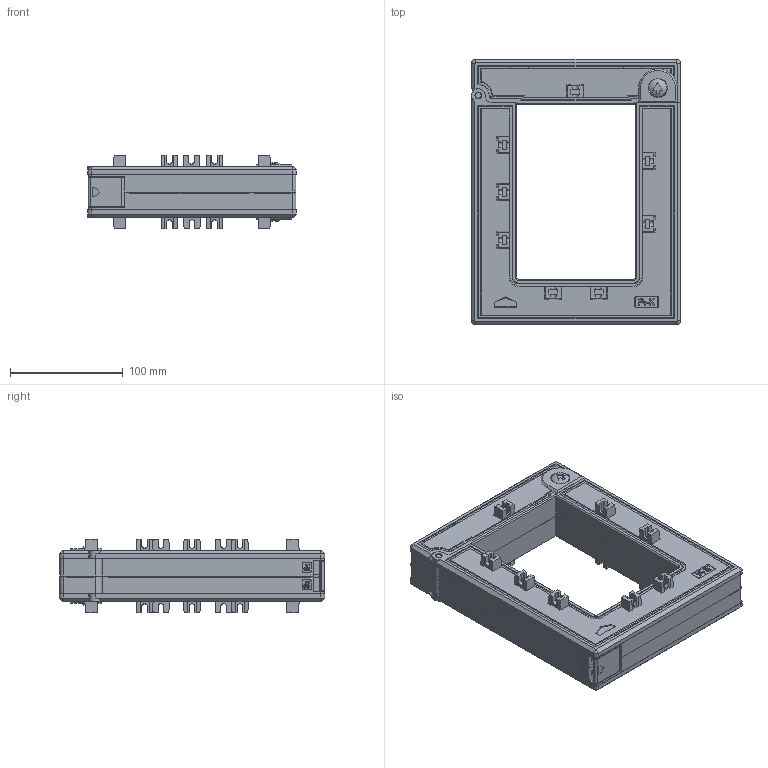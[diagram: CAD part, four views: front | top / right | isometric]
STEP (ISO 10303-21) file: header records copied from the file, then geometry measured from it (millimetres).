
FILE_DESCRIPTION(/* description */ ('STEP AP214'),/* implementation_level */ '2;1');
FILE_NAME(/* name */ 'AcuCT 4161R (SCTK752B-1015)_customer version.step',/* time_stamp */ '2025-06-06T16:42:52-04:00',/* author */ (''),/* organization */ (''),/* preprocessor_version */ 'ST-DEVELOPER v20.1',/* originating_system */ 'Autodesk Translation Framework v14.10.0.0',/* authorisation */ '');
FILE_SCHEMA (('AUTOMOTIVE_DESIGN { 1 0 10303 214 3 1 1 }'));
Length unit declared in the file: millimetre
Products named in the file (12): AcuCT-4161R; 752A-105__155___________.STP; 752A-105__155_____P1.STP; 752A-105__155_____P2.STP; 752A-105__155___________-1.STP; 752A-105__155_____P1-0.STP; 752A-105__155_____P2-1.STP; 752A-105__155__130__180_____.STP; 752A-105__155__130__180__________________.STP; 667B_______.STP; 752A-105__155__130__180_____-2.STP; 752A-105__155__130__180_________.STP
Assembly tree (12 placements, depth 3):
  AcuCT-4161R
    752A-105__155___________.STP
      752A-105__155_____P1.STP
      752A-105__155_____P2.STP
    752A-105__155___________-1.STP
      752A-105__155_____P1-0.STP
      752A-105__155_____P2-1.STP
    752A-105__155__130__180_____.STP
    752A-105__155__130__180__________________.STP
    752A-105__155__130__180_____-2.STP  x2
    667B_______.STP
    752A-105__155__130__180_________.STP
Bounding box: 185 x 235 x 65 mm (x, y, z)
Volume: 313739.7 mm3; surface area: 274485.1 mm2
Topology: 10 solids, 10 shells, 1577 faces, 4227 edges, 2767 vertices
Faces by surface type: plane 1246, cylinder 179, bspline 72, cone 64, torus 14, sphere 2
Full cylindrical faces by diameter (mm): 2 x4, 3 x5, 3.02 x26, 5 x2, 6 x2, 11 x2, 16 x2, 17 x2
Entity records: 52181 total; most frequent: CARTESIAN_POINT 13119, ORIENTED_EDGE 8290, DIRECTION 7561, EDGE_CURVE 4145, LINE 3435, VECTOR 3435, VERTEX_POINT 2713, AXIS2_PLACEMENT_3D 2063
